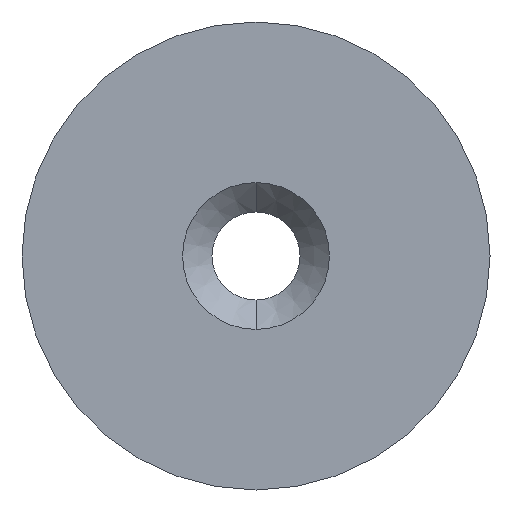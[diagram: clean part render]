
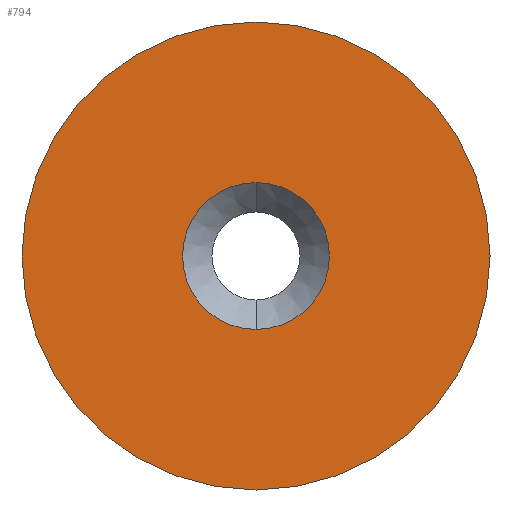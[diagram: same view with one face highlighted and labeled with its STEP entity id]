
A CAD part, front view. The second image highlights one B-rep face of the part: STEP entity #794.
In plain terms, the highlighted planar face has unit normal (0, -1, 0).
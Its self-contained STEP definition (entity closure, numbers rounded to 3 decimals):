
#94 = VERTEX_POINT ( 'NONE', #670 ) ;
#96 = DIRECTION ( 'NONE',  ( 0., 0., -1. ) ) ;
#101 = DIRECTION ( 'NONE',  ( 0., 0., -1. ) ) ;
#159 = CARTESIAN_POINT ( 'NONE',  ( 0., 0., 3.5 ) ) ;
#223 = VERTEX_POINT ( 'NONE', #2040 ) ;
#352 = DIRECTION ( 'NONE',  ( 0., 0., -1. ) ) ;
#367 = EDGE_CURVE ( 'NONE', #665, #1858, #945, .T. ) ;
#422 = DIRECTION ( 'NONE',  ( 0., -1., 0. ) ) ;
#435 = CIRCLE ( 'NONE', #1071, 11.15 ) ;
#470 = EDGE_LOOP ( 'NONE', ( #2284, #1620 ) ) ;
#581 = CARTESIAN_POINT ( 'NONE',  ( 0., 0., 0. ) ) ;
#665 = VERTEX_POINT ( 'NONE', #159 ) ;
#670 = CARTESIAN_POINT ( 'NONE',  ( 0., 0., 11.15 ) ) ;
#702 = EDGE_LOOP ( 'NONE', ( #1531, #1925 ) ) ;
#767 = CARTESIAN_POINT ( 'NONE',  ( 0., 0., 0. ) ) ;
#773 = AXIS2_PLACEMENT_3D ( 'NONE', #767, #1874, #96 ) ;
#787 = DIRECTION ( 'NONE',  ( 0., -1., 0. ) ) ;
#794 = ADVANCED_FACE ( 'NONE', ( #2819, #1264 ), #2391, .T. ) ;
#835 = CARTESIAN_POINT ( 'NONE',  ( 3.5, 0., 0. ) ) ;
#857 = CIRCLE ( 'NONE', #2241, 11.15 ) ;
#945 = CIRCLE ( 'NONE', #2147, 3.5 ) ;
#1071 = AXIS2_PLACEMENT_3D ( 'NONE', #581, #1451, #352 ) ;
#1074 = EDGE_CURVE ( 'NONE', #223, #94, #857, .T. ) ;
#1102 = EDGE_CURVE ( 'NONE', #1858, #665, #2011, .T. ) ;
#1264 = FACE_BOUND ( 'NONE', #470, .T. ) ;
#1451 = DIRECTION ( 'NONE',  ( 0., -1., 0. ) ) ;
#1531 = ORIENTED_EDGE ( 'NONE', *, *, #1074, .T. ) ;
#1620 = ORIENTED_EDGE ( 'NONE', *, *, #367, .F. ) ;
#1831 = EDGE_CURVE ( 'NONE', #94, #223, #435, .T. ) ;
#1858 = VERTEX_POINT ( 'NONE', #2352 ) ;
#1874 = DIRECTION ( 'NONE',  ( 0., -1., 0. ) ) ;
#1925 = ORIENTED_EDGE ( 'NONE', *, *, #1831, .T. ) ;
#2011 = CIRCLE ( 'NONE', #773, 3.5 ) ;
#2040 = CARTESIAN_POINT ( 'NONE',  ( 0., 0., -11.15 ) ) ;
#2078 = DIRECTION ( 'NONE',  ( 0., -1., 0. ) ) ;
#2084 = CARTESIAN_POINT ( 'NONE',  ( 0., 0., 0. ) ) ;
#2147 = AXIS2_PLACEMENT_3D ( 'NONE', #2084, #787, #101 ) ;
#2241 = AXIS2_PLACEMENT_3D ( 'NONE', #2277, #2078, #2561 ) ;
#2277 = CARTESIAN_POINT ( 'NONE',  ( 0., 0., 0. ) ) ;
#2284 = ORIENTED_EDGE ( 'NONE', *, *, #1102, .F. ) ;
#2352 = CARTESIAN_POINT ( 'NONE',  ( 0., 0., -3.5 ) ) ;
#2391 = PLANE ( 'NONE',  #2422 ) ;
#2422 = AXIS2_PLACEMENT_3D ( 'NONE', #835, #422, #2590 ) ;
#2561 = DIRECTION ( 'NONE',  ( 0., 0., -1. ) ) ;
#2590 = DIRECTION ( 'NONE',  ( 0., 0., -1. ) ) ;
#2819 = FACE_OUTER_BOUND ( 'NONE', #702, .T. ) ;
